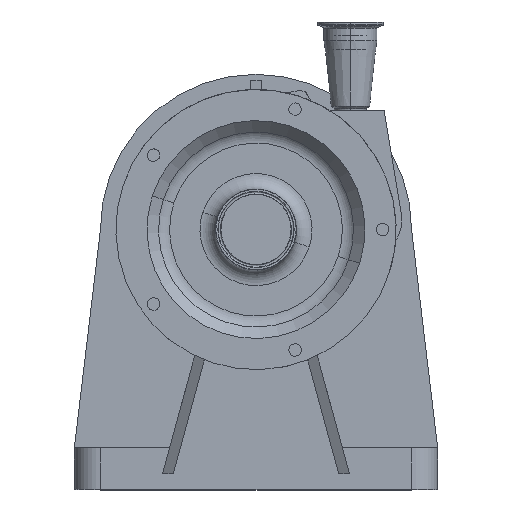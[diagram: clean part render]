
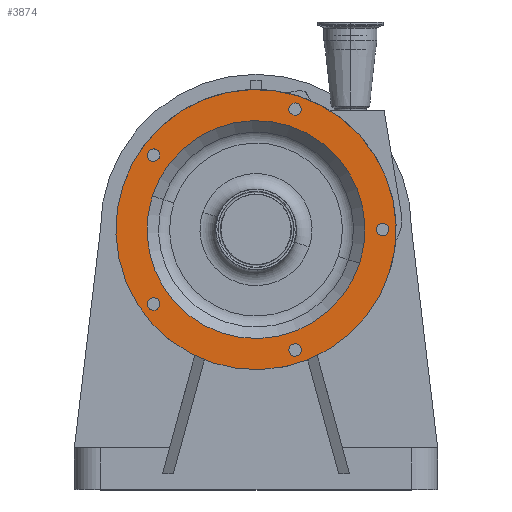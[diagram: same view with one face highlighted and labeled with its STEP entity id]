
A CAD part, top view. The second image highlights one B-rep face of the part: STEP entity #3874.
In plain terms, the highlighted planar face has unit normal (0, 0, 1).
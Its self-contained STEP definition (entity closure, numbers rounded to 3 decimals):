
#360 = CARTESIAN_POINT ( 'NONE',  ( 37.7, 110.029, 284. ) ) ;
#462 = CARTESIAN_POINT ( 'NONE',  ( -102.227, -76.564, 284. ) ) ;
#490 = AXIS2_PLACEMENT_3D ( 'NONE', #507, #506, #497 ) ;
#497 = DIRECTION ( 'NONE',  ( 0.951, -0.309, 0. ) ) ;
#503 = CIRCLE ( 'NONE', #490, 6. ) ;
#506 = DIRECTION ( 'NONE',  ( 0., 0., 1. ) ) ;
#507 = CARTESIAN_POINT ( 'NONE',  ( 37.7, 116.029, 284. ) ) ;
#554 = CARTESIAN_POINT ( 'NONE',  ( -99.861, 32.447, 284. ) ) ;
#625 = CARTESIAN_POINT ( 'NONE',  ( 37.7, 122.029, 284. ) ) ;
#635 = DIRECTION ( 'NONE',  ( 0.588, 0.809, 0. ) ) ;
#638 = CARTESIAN_POINT ( 'NONE',  ( -98.7, 71.71, 284. ) ) ;
#640 = DIRECTION ( 'NONE',  ( 0., 0., 1. ) ) ;
#641 = AXIS2_PLACEMENT_3D ( 'NONE', #638, #640, #635 ) ;
#643 = CARTESIAN_POINT ( 'NONE',  ( -104.406, 73.564, 284. ) ) ;
#652 = CARTESIAN_POINT ( 'NONE',  ( -92.994, 69.856, 284. ) ) ;
#664 = CIRCLE ( 'NONE', #641, 6. ) ;
#697 = DIRECTION ( 'NONE',  ( -0.588, 0.809, 0. ) ) ;
#710 = CARTESIAN_POINT ( 'NONE',  ( 34.173, -111.175, 284. ) ) ;
#714 = CIRCLE ( 'NONE', #719, 6. ) ;
#717 = DIRECTION ( 'NONE',  ( 0., 0., 1. ) ) ;
#718 = CARTESIAN_POINT ( 'NONE',  ( -98.7, -71.71, 284. ) ) ;
#719 = AXIS2_PLACEMENT_3D ( 'NONE', #718, #717, #697 ) ;
#733 = CARTESIAN_POINT ( 'NONE',  ( -95.173, -66.856, 284. ) ) ;
#746 = CARTESIAN_POINT ( 'NONE',  ( 116.294, -1.854, 284. ) ) ;
#749 = DIRECTION ( 'NONE',  ( -0.951, -0.309, 0. ) ) ;
#752 = DIRECTION ( 'NONE',  ( 0.951, -0.309, 0. ) ) ;
#754 = CARTESIAN_POINT ( 'NONE',  ( 37.7, -116.029, 284. ) ) ;
#755 = AXIS2_PLACEMENT_3D ( 'NONE', #754, #757, #749 ) ;
#757 = DIRECTION ( 'NONE',  ( 0., 0., 1. ) ) ;
#759 = CARTESIAN_POINT ( 'NONE',  ( 41.227, -120.883, 284. ) ) ;
#760 = CARTESIAN_POINT ( 'NONE',  ( 0., 0., 284. ) ) ;
#762 = AXIS2_PLACEMENT_3D ( 'NONE', #760, #767, #752 ) ;
#767 = DIRECTION ( 'NONE',  ( 0., 0., 1. ) ) ;
#779 = CIRCLE ( 'NONE', #755, 6. ) ;
#783 = CIRCLE ( 'NONE', #762, 105. ) ;
#812 = CARTESIAN_POINT ( 'NONE',  ( 127.706, 1.854, 284. ) ) ;
#813 = DIRECTION ( 'NONE',  ( 0., 0., 1. ) ) ;
#818 = DIRECTION ( 'NONE',  ( 0., -1., 0. ) ) ;
#821 = AXIS2_PLACEMENT_3D ( 'NONE', #823, #813, #818 ) ;
#823 = CARTESIAN_POINT ( 'NONE',  ( 122., 0., 284. ) ) ;
#826 = CIRCLE ( 'NONE', #821, 6. ) ;
#841 = CARTESIAN_POINT ( 'NONE',  ( 99.861, -32.447, 284. ) ) ;
#1316 = VERTEX_POINT ( 'NONE', #360 ) ;
#1607 = VERTEX_POINT ( 'NONE', #462 ) ;
#1609 = EDGE_CURVE ( 'NONE', #1316, #1646, #503, .T. ) ;
#1646 = VERTEX_POINT ( 'NONE', #625 ) ;
#1650 = EDGE_CURVE ( 'NONE', #1686, #1651, #664, .T. ) ;
#1651 = VERTEX_POINT ( 'NONE', #643 ) ;
#1669 = EDGE_CURVE ( 'NONE', #1720, #1607, #714, .T. ) ;
#1686 = VERTEX_POINT ( 'NONE', #652 ) ;
#1717 = VERTEX_POINT ( 'NONE', #710 ) ;
#1720 = VERTEX_POINT ( 'NONE', #733 ) ;
#1727 = VERTEX_POINT ( 'NONE', #759 ) ;
#1728 = EDGE_CURVE ( 'NONE', #1717, #1727, #779, .T. ) ;
#1740 = VERTEX_POINT ( 'NONE', #746 ) ;
#1758 = EDGE_CURVE ( 'NONE', #1740, #1764, #826, .T. ) ;
#1764 = VERTEX_POINT ( 'NONE', #812 ) ;
#1765 = VERTEX_POINT ( 'NONE', #554 ) ;
#1776 = VERTEX_POINT ( 'NONE', #841 ) ;
#1785 = EDGE_CURVE ( 'NONE', #1765, #1776, #783, .T. ) ;
#3757 = EDGE_CURVE ( 'NONE', #4362, #4352, #4482, .T. ) ;
#3834 = ORIENTED_EDGE ( 'NONE', *, *, #3915, .F. ) ;
#3835 = ORIENTED_EDGE ( 'NONE', *, *, #4353, .T. ) ;
#3836 = ORIENTED_EDGE ( 'NONE', *, *, #3866, .F. ) ;
#3837 = ORIENTED_EDGE ( 'NONE', *, *, #3757, .T. ) ;
#3843 = EDGE_LOOP ( 'NONE', ( #3906, #3875 ) ) ;
#3844 = ORIENTED_EDGE ( 'NONE', *, *, #3925, .F. ) ;
#3845 = EDGE_CURVE ( 'NONE', #1727, #1717, #4775, .T. ) ;
#3846 = ORIENTED_EDGE ( 'NONE', *, *, #3918, .F. ) ;
#3847 = ORIENTED_EDGE ( 'NONE', *, *, #1609, .F. ) ;
#3848 = ORIENTED_EDGE ( 'NONE', *, *, #1669, .F. ) ;
#3855 = EDGE_LOOP ( 'NONE', ( #3836, #3857 ) ) ;
#3857 = ORIENTED_EDGE ( 'NONE', *, *, #1785, .F. ) ;
#3860 = EDGE_LOOP ( 'NONE', ( #3896, #3873 ) ) ;
#3861 = EDGE_LOOP ( 'NONE', ( #3834, #3847 ) ) ;
#3866 = EDGE_CURVE ( 'NONE', #1776, #1765, #4782, .T. ) ;
#3867 = EDGE_LOOP ( 'NONE', ( #3846, #3928 ) ) ;
#3873 = ORIENTED_EDGE ( 'NONE', *, *, #1728, .F. ) ;
#3874 = ADVANCED_FACE ( 'NONE', ( #4818, #4795, #4817, #4800, #4803, #4794, #4804 ), #4802, .F. ) ;
#3875 = ORIENTED_EDGE ( 'NONE', *, *, #1650, .F. ) ;
#3883 = EDGE_LOOP ( 'NONE', ( #3844, #3848 ) ) ;
#3888 = EDGE_CURVE ( 'NONE', #1651, #1686, #4825, .T. ) ;
#3895 = EDGE_LOOP ( 'NONE', ( #3835, #3837 ) ) ;
#3896 = ORIENTED_EDGE ( 'NONE', *, *, #3845, .F. ) ;
#3906 = ORIENTED_EDGE ( 'NONE', *, *, #3888, .F. ) ;
#3915 = EDGE_CURVE ( 'NONE', #1646, #1316, #4861, .T. ) ;
#3918 = EDGE_CURVE ( 'NONE', #1764, #1740, #4858, .T. ) ;
#3925 = EDGE_CURVE ( 'NONE', #1607, #1720, #4897, .T. ) ;
#3928 = ORIENTED_EDGE ( 'NONE', *, *, #1758, .F. ) ;
#4352 = VERTEX_POINT ( 'NONE', #6485 ) ;
#4353 = EDGE_CURVE ( 'NONE', #4352, #4362, #6491, .T. ) ;
#4362 = VERTEX_POINT ( 'NONE', #6479 ) ;
#4482 = CIRCLE ( 'NONE', #4495, 135. ) ;
#4489 = DIRECTION ( 'NONE',  ( 0.951, -0.309, 0. ) ) ;
#4490 = DIRECTION ( 'NONE',  ( 0., 0., 1. ) ) ;
#4491 = CARTESIAN_POINT ( 'NONE',  ( 0., 0., 284. ) ) ;
#4495 = AXIS2_PLACEMENT_3D ( 'NONE', #4491, #4490, #4489 ) ;
#4761 = DIRECTION ( 'NONE',  ( -0.951, -0.309, 0. ) ) ;
#4762 = DIRECTION ( 'NONE',  ( 0., 0., 1. ) ) ;
#4763 = CARTESIAN_POINT ( 'NONE',  ( 37.7, -116.029, 284. ) ) ;
#4775 = CIRCLE ( 'NONE', #4779, 6. ) ;
#4779 = AXIS2_PLACEMENT_3D ( 'NONE', #4763, #4762, #4761 ) ;
#4782 = CIRCLE ( 'NONE', #4796, 105. ) ;
#4783 = AXIS2_PLACEMENT_3D ( 'NONE', #4808, #4816, #4813 ) ;
#4794 = FACE_OUTER_BOUND ( 'NONE', #3895, .T. ) ;
#4795 = FACE_BOUND ( 'NONE', #3860, .T. ) ;
#4796 = AXIS2_PLACEMENT_3D ( 'NONE', #4797, #4812, #4811 ) ;
#4797 = CARTESIAN_POINT ( 'NONE',  ( 0., 0., 284. ) ) ;
#4800 = FACE_BOUND ( 'NONE', #3843, .T. ) ;
#4802 = PLANE ( 'NONE',  #4783 ) ;
#4803 = FACE_BOUND ( 'NONE', #3861, .T. ) ;
#4804 = FACE_BOUND ( 'NONE', #3855, .T. ) ;
#4808 = CARTESIAN_POINT ( 'NONE',  ( 12.052, 37.091, 284. ) ) ;
#4811 = DIRECTION ( 'NONE',  ( 0.951, -0.309, 0. ) ) ;
#4812 = DIRECTION ( 'NONE',  ( 0., 0., 1. ) ) ;
#4813 = DIRECTION ( 'NONE',  ( -0.951, 0.309, 0. ) ) ;
#4816 = DIRECTION ( 'NONE',  ( 0., 0., -1. ) ) ;
#4817 = FACE_BOUND ( 'NONE', #3883, .T. ) ;
#4818 = FACE_BOUND ( 'NONE', #3867, .T. ) ;
#4825 = CIRCLE ( 'NONE', #4839, 6. ) ;
#4826 = DIRECTION ( 'NONE',  ( 0., 0., 1. ) ) ;
#4832 = DIRECTION ( 'NONE',  ( 0.588, 0.809, 0. ) ) ;
#4836 = CARTESIAN_POINT ( 'NONE',  ( -98.7, 71.71, 284. ) ) ;
#4839 = AXIS2_PLACEMENT_3D ( 'NONE', #4836, #4826, #4832 ) ;
#4849 = DIRECTION ( 'NONE',  ( 0., 0., 1. ) ) ;
#4850 = CARTESIAN_POINT ( 'NONE',  ( 122., 0., 284. ) ) ;
#4858 = CIRCLE ( 'NONE', #4874, 6. ) ;
#4861 = CIRCLE ( 'NONE', #4881, 6. ) ;
#4866 = DIRECTION ( 'NONE',  ( 0.951, -0.309, 0. ) ) ;
#4872 = DIRECTION ( 'NONE',  ( 0., -1., 0. ) ) ;
#4873 = DIRECTION ( 'NONE',  ( 0., 0., 1. ) ) ;
#4874 = AXIS2_PLACEMENT_3D ( 'NONE', #4850, #4873, #4872 ) ;
#4879 = CARTESIAN_POINT ( 'NONE',  ( 37.7, 116.029, 284. ) ) ;
#4881 = AXIS2_PLACEMENT_3D ( 'NONE', #4879, #4849, #4866 ) ;
#4886 = CARTESIAN_POINT ( 'NONE',  ( -98.7, -71.71, 284. ) ) ;
#4890 = DIRECTION ( 'NONE',  ( -0.588, 0.809, 0. ) ) ;
#4897 = CIRCLE ( 'NONE', #4928, 6. ) ;
#4915 = DIRECTION ( 'NONE',  ( 0., 0., 1. ) ) ;
#4928 = AXIS2_PLACEMENT_3D ( 'NONE', #4886, #4915, #4890 ) ;
#6479 = CARTESIAN_POINT ( 'NONE',  ( -128.393, 41.717, 284. ) ) ;
#6484 = CARTESIAN_POINT ( 'NONE',  ( 0., 0., 284. ) ) ;
#6485 = CARTESIAN_POINT ( 'NONE',  ( 128.393, -41.717, 284. ) ) ;
#6491 = CIRCLE ( 'NONE', #6495, 135. ) ;
#6495 = AXIS2_PLACEMENT_3D ( 'NONE', #6484, #6504, #6506 ) ;
#6504 = DIRECTION ( 'NONE',  ( 0., 0., 1. ) ) ;
#6506 = DIRECTION ( 'NONE',  ( 0.951, -0.309, 0. ) ) ;
